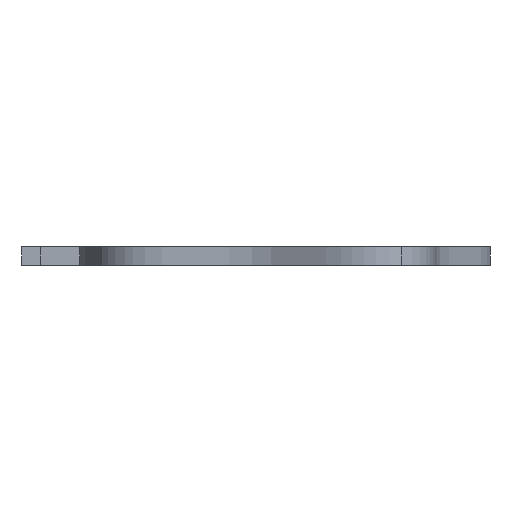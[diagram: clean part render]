
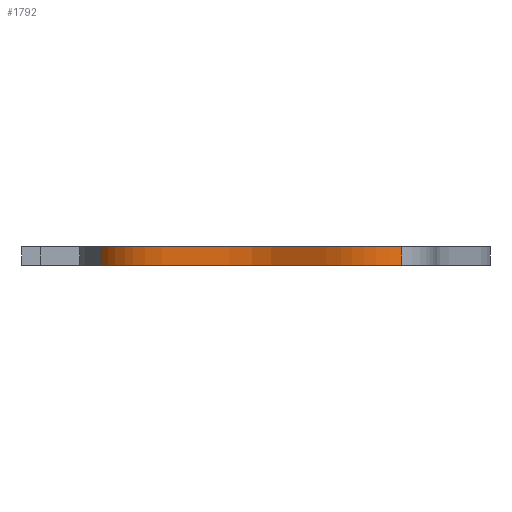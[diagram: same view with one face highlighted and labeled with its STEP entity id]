
A CAD part, left-side view. The second image highlights one B-rep face of the part: STEP entity #1792.
In plain terms, the highlighted free-form (B-spline) face has degree [3, 1] with [5, 2] control points.
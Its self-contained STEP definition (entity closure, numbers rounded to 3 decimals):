
#43 = EDGE_CURVE ( 'NONE', #1503, #86, #692, .T. ) ;
#63 = ORIENTED_EDGE ( 'NONE', *, *, #754, .T. ) ;
#86 = VERTEX_POINT ( 'NONE', #1971 ) ;
#124 = CARTESIAN_POINT ( 'NONE',  ( -72.323, 10.744, -10. ) ) ;
#179 = VERTEX_POINT ( 'NONE', #292 ) ;
#260 = CARTESIAN_POINT ( 'NONE',  ( -72.323, 10.744, -13. ) ) ;
#279 = CARTESIAN_POINT ( 'NONE',  ( -55.5, 49.311, -13. ) ) ;
#290 = CARTESIAN_POINT ( 'NONE',  ( -68.311, 1.5, -13. ) ) ;
#292 = CARTESIAN_POINT ( 'NONE',  ( -55.5, 49.311, -10. ) ) ;
#425 = CARTESIAN_POINT ( 'NONE',  ( -68.311, 1.5, -10. ) ) ;
#446 = ORIENTED_EDGE ( 'NONE', *, *, #43, .F. ) ;
#573 = CARTESIAN_POINT ( 'NONE',  ( -55.052, 23.613, -10. ) ) ;
#581 = CARTESIAN_POINT ( 'NONE',  ( -55.5, 49.311, -10. ) ) ;
#654 = EDGE_CURVE ( 'NONE', #1371, #179, #835, .T. ) ;
#692 = B_SPLINE_CURVE_WITH_KNOTS ( 'NONE', 3,
 ( #1149, #1326, #1618, #846, #1308 ),
 .UNSPECIFIED., .F., .F.,
 ( 4, 1, 4 ),
 ( 0., 0.498, 1. ),
 .UNSPECIFIED. ) ;
#723 = CARTESIAN_POINT ( 'NONE',  ( -64.047, 43.438, -10. ) ) ;
#754 = EDGE_CURVE ( 'NONE', #1503, #1371, #1890, .T. ) ;
#835 = B_SPLINE_CURVE_WITH_KNOTS ( 'NONE', 3,
 ( #1486, #124, #573, #723, #1024 ),
 .UNSPECIFIED., .F., .F.,
 ( 4, 1, 4 ),
 ( 0., 0.498, 1. ),
 .UNSPECIFIED. ) ;
#846 = CARTESIAN_POINT ( 'NONE',  ( -64.047, 43.438, -13. ) ) ;
#848 = FACE_OUTER_BOUND ( 'NONE', #1566, .T. ) ;
#858 = CARTESIAN_POINT ( 'NONE',  ( -72.323, 10.744, -10. ) ) ;
#904 = ORIENTED_EDGE ( 'NONE', *, *, #654, .T. ) ;
#915 = B_SPLINE_SURFACE_WITH_KNOTS ( 'NONE', 3, 1, ( 
 ( #1492, #425 ),
 ( #260, #858 ),
 ( #1485, #1943 ),
 ( #1480, #1330 ),
 ( #279, #581 ) ),
 .UNSPECIFIED., .F., .F., .F.,
 ( 4, 1, 4 ),
 ( 2, 2 ),
 ( 0., 0.498, 1. ),
 ( 0., 1. ),
 .UNSPECIFIED. ) ;
#1006 = DIRECTION ( 'NONE',  ( 0., 0., 1. ) ) ;
#1024 = CARTESIAN_POINT ( 'NONE',  ( -55.5, 49.311, -10. ) ) ;
#1149 = CARTESIAN_POINT ( 'NONE',  ( -68.311, 1.5, -13. ) ) ;
#1203 = DIRECTION ( 'NONE',  ( 0., 0., 1. ) ) ;
#1272 = LINE ( 'NONE', #1926, #1568 ) ;
#1308 = CARTESIAN_POINT ( 'NONE',  ( -55.5, 49.311, -13. ) ) ;
#1326 = CARTESIAN_POINT ( 'NONE',  ( -72.323, 10.744, -13. ) ) ;
#1330 = CARTESIAN_POINT ( 'NONE',  ( -64.047, 43.438, -10. ) ) ;
#1371 = VERTEX_POINT ( 'NONE', #1543 ) ;
#1377 = ORIENTED_EDGE ( 'NONE', *, *, #1876, .F. ) ;
#1443 = VECTOR ( 'NONE', #1203, 1000. ) ;
#1480 = CARTESIAN_POINT ( 'NONE',  ( -64.047, 43.438, -13. ) ) ;
#1485 = CARTESIAN_POINT ( 'NONE',  ( -55.052, 23.613, -13. ) ) ;
#1486 = CARTESIAN_POINT ( 'NONE',  ( -68.311, 1.5, -10. ) ) ;
#1492 = CARTESIAN_POINT ( 'NONE',  ( -68.311, 1.5, -13. ) ) ;
#1503 = VERTEX_POINT ( 'NONE', #1745 ) ;
#1543 = CARTESIAN_POINT ( 'NONE',  ( -68.311, 1.5, -10. ) ) ;
#1566 = EDGE_LOOP ( 'NONE', ( #904, #1377, #446, #63 ) ) ;
#1568 = VECTOR ( 'NONE', #1006, 1000. ) ;
#1618 = CARTESIAN_POINT ( 'NONE',  ( -55.052, 23.613, -13. ) ) ;
#1745 = CARTESIAN_POINT ( 'NONE',  ( -68.311, 1.5, -13. ) ) ;
#1792 = ADVANCED_FACE ( 'NONE', ( #848 ), #915, .F. ) ;
#1876 = EDGE_CURVE ( 'NONE', #86, #179, #1272, .T. ) ;
#1890 = LINE ( 'NONE', #290, #1443 ) ;
#1926 = CARTESIAN_POINT ( 'NONE',  ( -55.5, 49.311, -13. ) ) ;
#1943 = CARTESIAN_POINT ( 'NONE',  ( -55.052, 23.613, -10. ) ) ;
#1971 = CARTESIAN_POINT ( 'NONE',  ( -55.5, 49.311, -13. ) ) ;
